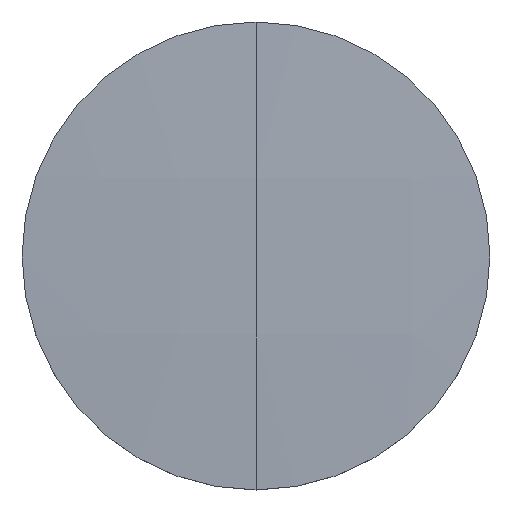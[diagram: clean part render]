
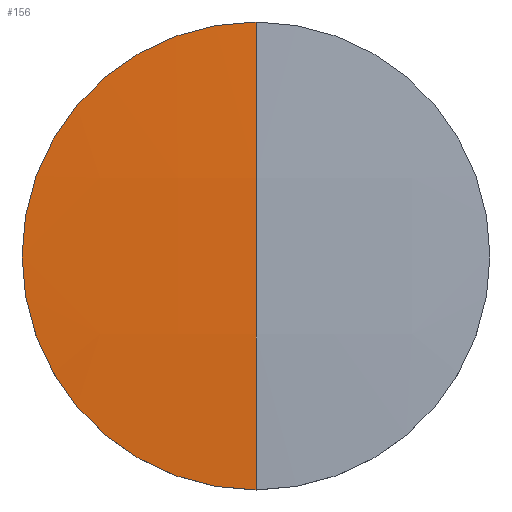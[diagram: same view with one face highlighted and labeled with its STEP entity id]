
A CAD part, top view. The second image highlights one B-rep face of the part: STEP entity #156.
In plain terms, the highlighted free-form (B-spline) face has degree [3, 3] with [4, 4] control points.
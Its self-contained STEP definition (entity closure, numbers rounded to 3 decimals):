
#8 = DIRECTION ( 'NONE',  ( -1., 0., 0. ) ) ;
#9 = AXIS2_PLACEMENT_3D ( 'NONE', #79, #223, #261 ) ;
#16 = EDGE_LOOP ( 'NONE', ( #76, #196, #53 ) ) ;
#31 = CARTESIAN_POINT ( 'NONE',  ( -8.511, -25.705, 4.362 ) ) ;
#33 = CARTESIAN_POINT ( 'NONE',  ( -17.02, -25.705, 4.152 ) ) ;
#44 = CARTESIAN_POINT ( 'NONE',  ( 0., 8.575, 5.213 ) ) ;
#48 =( BOUNDED_SURFACE ( )  B_SPLINE_SURFACE ( 3, 3, ( 
 ( #173, #31, #33, #194 ),
 ( #56, #213, #81, #96 ),
 ( #44, #94, #139, #186 ),
 ( #236, #256, #126, #246 ) ),
 .UNSPECIFIED., .F., .F., .F. ) 
 B_SPLINE_SURFACE_WITH_KNOTS ( ( 4, 4 ),
 ( 4, 4 ),
 ( 0., 1. ),
 ( 0., 1. ),
 .UNSPECIFIED. ) 
 GEOMETRIC_REPRESENTATION_ITEM ( )  RATIONAL_B_SPLINE_SURFACE ( (
 ( 1., 1., 1., 1.),
 ( 0.999, 0.999, 0.999, 0.999),
 ( 0.999, 0.999, 0.999, 0.999),
 ( 1., 1., 1., 1.) ) ) 
 REPRESENTATION_ITEM ( '' )  SURFACE ( )  );
#53 = ORIENTED_EDGE ( 'NONE', *, *, #244, .F. ) ;
#56 = CARTESIAN_POINT ( 'NONE',  ( 0., -8.575, 5.213 ) ) ;
#59 = CARTESIAN_POINT ( 'NONE',  ( 0., 0., -512.9 ) ) ;
#76 = ORIENTED_EDGE ( 'NONE', *, *, #83, .F. ) ;
#79 = CARTESIAN_POINT ( 'NONE',  ( 0., 0., 4.377 ) ) ;
#81 = CARTESIAN_POINT ( 'NONE',  ( -17.048, -8.575, 5.003 ) ) ;
#83 = EDGE_CURVE ( 'NONE', #100, #288, #250, .T. ) ;
#90 = CARTESIAN_POINT ( 'NONE',  ( 0., 0., 4.377 ) ) ;
#94 = CARTESIAN_POINT ( 'NONE',  ( -8.525, 8.575, 5.213 ) ) ;
#96 = CARTESIAN_POINT ( 'NONE',  ( -25.563, -8.575, 4.582 ) ) ;
#100 = VERTEX_POINT ( 'NONE', #177 ) ;
#101 = CARTESIAN_POINT ( 'NONE',  ( 0., 25.4, 4.377 ) ) ;
#110 = DIRECTION ( 'NONE',  ( 1., 0., 0. ) ) ;
#124 = EDGE_CURVE ( 'NONE', #100, #137, #184, .T. ) ;
#125 = AXIS2_PLACEMENT_3D ( 'NONE', #59, #8, #195 ) ;
#126 = CARTESIAN_POINT ( 'NONE',  ( -17.02, 25.705, 4.152 ) ) ;
#137 = VERTEX_POINT ( 'NONE', #101 ) ;
#139 = CARTESIAN_POINT ( 'NONE',  ( -17.048, 8.575, 5.003 ) ) ;
#156 = ADVANCED_FACE ( 'NONE', ( #286 ), #48, .T. ) ;
#164 = AXIS2_PLACEMENT_3D ( 'NONE', #90, #253, #110 ) ;
#173 = CARTESIAN_POINT ( 'NONE',  ( 0., -25.705, 4.362 ) ) ;
#177 = CARTESIAN_POINT ( 'NONE',  ( 0., -25.4, 4.377 ) ) ;
#182 = CARTESIAN_POINT ( 'NONE',  ( -25.4, 0., 4.377 ) ) ;
#184 = CIRCLE ( 'NONE', #125, 517.9 ) ;
#186 = CARTESIAN_POINT ( 'NONE',  ( -25.563, 8.575, 4.582 ) ) ;
#194 = CARTESIAN_POINT ( 'NONE',  ( -25.521, -25.705, 3.732 ) ) ;
#195 = DIRECTION ( 'NONE',  ( 0., -1., 0. ) ) ;
#196 = ORIENTED_EDGE ( 'NONE', *, *, #124, .T. ) ;
#213 = CARTESIAN_POINT ( 'NONE',  ( -8.525, -8.575, 5.213 ) ) ;
#223 = DIRECTION ( 'NONE',  ( 0., 0., -1. ) ) ;
#236 = CARTESIAN_POINT ( 'NONE',  ( 0., 25.705, 4.362 ) ) ;
#239 = CIRCLE ( 'NONE', #164, 25.4 ) ;
#244 = EDGE_CURVE ( 'NONE', #288, #137, #239, .T. ) ;
#246 = CARTESIAN_POINT ( 'NONE',  ( -25.521, 25.705, 3.732 ) ) ;
#250 = CIRCLE ( 'NONE', #9, 25.4 ) ;
#253 = DIRECTION ( 'NONE',  ( 0., 0., -1. ) ) ;
#256 = CARTESIAN_POINT ( 'NONE',  ( -8.511, 25.705, 4.362 ) ) ;
#261 = DIRECTION ( 'NONE',  ( 1., 0., 0. ) ) ;
#286 = FACE_OUTER_BOUND ( 'NONE', #16, .T. ) ;
#288 = VERTEX_POINT ( 'NONE', #182 ) ;
